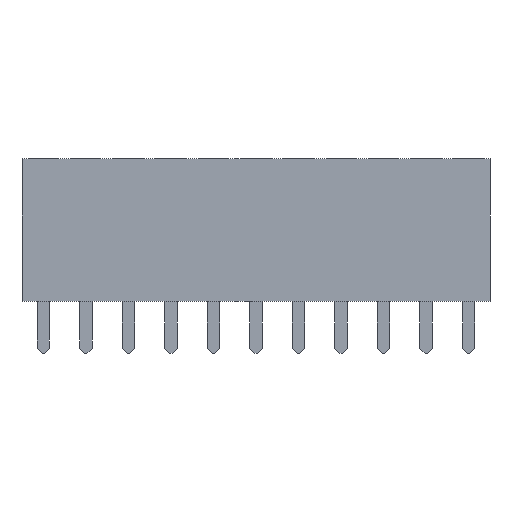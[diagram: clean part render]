
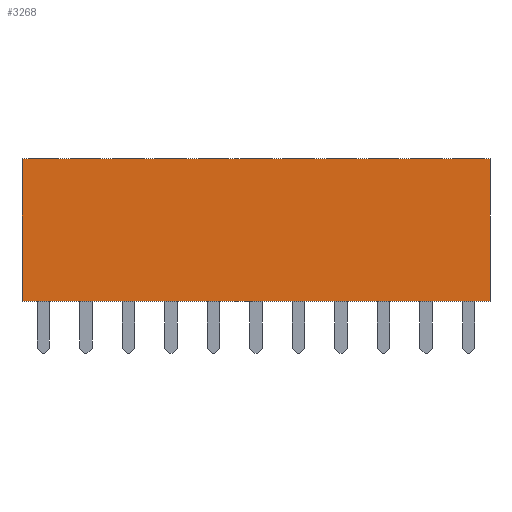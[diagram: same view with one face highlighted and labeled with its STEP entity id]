
A CAD part, front view. The second image highlights one B-rep face of the part: STEP entity #3268.
In plain terms, the highlighted planar face has unit normal (0, -1, 0).
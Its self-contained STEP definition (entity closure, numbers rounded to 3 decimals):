
#176=FACE_OUTER_BOUND('',#384,.T.);
#384=EDGE_LOOP('',(#2619,#2620,#2621,#2622));
#511=LINE('',#4524,#953);
#560=LINE('',#4623,#1002);
#699=LINE('',#4909,#1141);
#703=LINE('',#4916,#1145);
#953=VECTOR('',#3669,10.);
#1002=VECTOR('',#3726,10.);
#1141=VECTOR('',#4017,10.);
#1145=VECTOR('',#4025,10.);
#1377=VERTEX_POINT('',#4521);
#1378=VERTEX_POINT('',#4523);
#1424=VERTEX_POINT('',#4622);
#1495=VERTEX_POINT('',#4908);
#1675=EDGE_CURVE('',#1377,#1378,#511,.T.);
#1724=EDGE_CURVE('',#1378,#1424,#560,.T.);
#1863=EDGE_CURVE('',#1495,#1424,#699,.T.);
#1867=EDGE_CURVE('',#1495,#1377,#703,.T.);
#2619=ORIENTED_EDGE('',*,*,#1863,.T.);
#2620=ORIENTED_EDGE('',*,*,#1724,.F.);
#2621=ORIENTED_EDGE('',*,*,#1675,.F.);
#2622=ORIENTED_EDGE('',*,*,#1867,.F.);
#3071=PLANE('',#3491);
#3268=ADVANCED_FACE('',(#176),#3071,.T.);
#3491=AXIS2_PLACEMENT_3D('',#4985,#4097,#4098);
#3669=DIRECTION('',(1.,0.,0.));
#3726=DIRECTION('',(0.,0.,-1.));
#4017=DIRECTION('',(1.,0.,0.));
#4025=DIRECTION('',(0.,0.,1.));
#4097=DIRECTION('center_axis',(0.,-1.,0.));
#4098=DIRECTION('ref_axis',(1.,0.,0.));
#4521=CARTESIAN_POINT('',(-13.97,-1.25,8.6));
#4523=CARTESIAN_POINT('',(13.97,-1.25,8.6));
#4524=CARTESIAN_POINT('',(-13.97,-1.25,8.6));
#4622=CARTESIAN_POINT('',(13.97,-1.25,0.1));
#4623=CARTESIAN_POINT('',(13.97,-1.25,0.1));
#4908=CARTESIAN_POINT('',(-13.97,-1.25,0.1));
#4909=CARTESIAN_POINT('',(-13.97,-1.25,0.1));
#4916=CARTESIAN_POINT('',(-13.97,-1.25,0.1));
#4985=CARTESIAN_POINT('Origin',(-13.97,-1.25,0.1));
